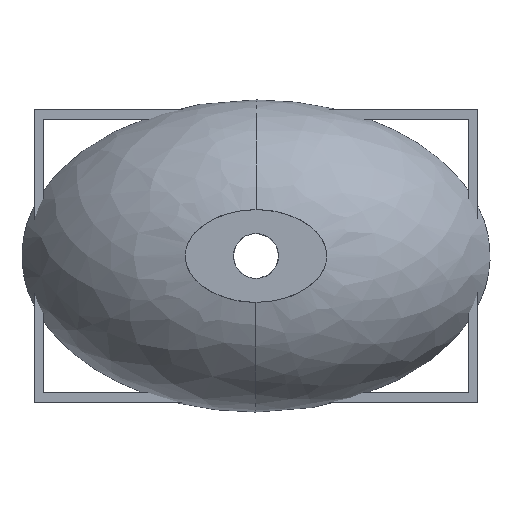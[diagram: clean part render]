
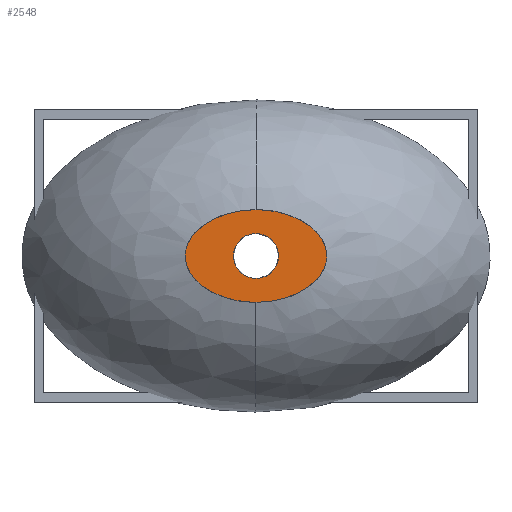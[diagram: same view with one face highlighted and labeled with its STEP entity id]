
A CAD part, front view. The second image highlights one B-rep face of the part: STEP entity #2548.
In plain terms, the highlighted planar face has unit normal (0, -1, 0).
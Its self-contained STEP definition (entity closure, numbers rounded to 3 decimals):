
#10 = CARTESIAN_POINT ( 'NONE',  ( 0., -145., -23. ) ) ;
#23 = CARTESIAN_POINT ( 'NONE',  ( 51.483, -145., 33.883 ) ) ;
#46 = DIRECTION ( 'NONE',  ( 0., 0., 1. ) ) ;
#55 = CARTESIAN_POINT ( 'NONE',  ( 23.289, -145., 0. ) ) ;
#57 = ORIENTED_EDGE ( 'NONE', *, *, #2222, .T. ) ;
#73 = CARTESIAN_POINT ( 'NONE',  ( 0., -145., -47.5 ) ) ;
#94 = CARTESIAN_POINT ( 'NONE',  ( 0.306, -145., 23. ) ) ;
#96 = VERTEX_POINT ( 'NONE', #73 ) ;
#176 = CARTESIAN_POINT ( 'NONE',  ( -2.039, -145., -23. ) ) ;
#189 = B_SPLINE_CURVE_WITH_KNOTS ( 'NONE', 3,
 ( #2166, #2022, #3018, #2950, #2439, #652, #2576, #1351, #3033, #1553, #23, #2394, #1523, #2733, #1098, #1741, #2506 ),
 .UNSPECIFIED., .F., .F.,
 ( 4, 1, 1, 1, 1, 1, 1, 1, 1, 1, 1, 1, 1, 1, 4 ),
 ( 0.5, 0.542, 0.583, 0.625, 0.667, 0.708, 0.75, 0.792, 0.833, 0.875, 0.917, 0.958, 0.992, 0.994, 1. ),
 .UNSPECIFIED. ) ;
#190 = CARTESIAN_POINT ( 'NONE',  ( 16.462, -145., 16.462 ) ) ;
#303 = EDGE_LOOP ( 'NONE', ( #57, #2878 ) ) ;
#326 = CARTESIAN_POINT ( 'NONE',  ( -73.407, -145., 0. ) ) ;
#370 = CARTESIAN_POINT ( 'NONE',  ( -20.055, -145., 46.007 ) ) ;
#375 = CARTESIAN_POINT ( 'NONE',  ( -0.714, -145., 22.991 ) ) ;
#394 = CARTESIAN_POINT ( 'NONE',  ( 0., -145., 47.5 ) ) ;
#503 = AXIS2_PLACEMENT_3D ( 'NONE', #1960, #2602, #46 ) ;
#586 = CARTESIAN_POINT ( 'NONE',  ( -2.204, -145., 47.482 ) ) ;
#606 = CARTESIAN_POINT ( 'NONE',  ( 22.422, -145., 6.117 ) ) ;
#610 = CARTESIAN_POINT ( 'NONE',  ( 0.714, -145., 22.991 ) ) ;
#619 = CARTESIAN_POINT ( 'NONE',  ( 11.762, -145., 20.066 ) ) ;
#630 = VERTEX_POINT ( 'NONE', #3102 ) ;
#652 = CARTESIAN_POINT ( 'NONE',  ( 63.182, -145., -24.006 ) ) ;
#722 = CARTESIAN_POINT ( 'NONE',  ( 2.75, -145., 22.891 ) ) ;
#762 = CARTESIAN_POINT ( 'NONE',  ( -6.494, -145., 22.265 ) ) ;
#804 = CARTESIAN_POINT ( 'NONE',  ( -63.182, -145., 24.006 ) ) ;
#830 = EDGE_CURVE ( 'NONE', #1214, #630, #2740, .T. ) ;
#901 = CARTESIAN_POINT ( 'NONE',  ( 22.422, -145., -6.117 ) ) ;
#942 = CARTESIAN_POINT ( 'NONE',  ( -51.483, -145., 33.883 ) ) ;
#989 = CARTESIAN_POINT ( 'NONE',  ( -20.066, -145., 11.762 ) ) ;
#1008 = PLANE ( 'NONE',  #503 ) ;
#1020 = CARTESIAN_POINT ( 'NONE',  ( -63.182, -145., -24.006 ) ) ;
#1038 = CARTESIAN_POINT ( 'NONE',  ( 0., -145., -23. ) ) ;
#1058 = CARTESIAN_POINT ( 'NONE',  ( -8.493, -145., 47.28 ) ) ;
#1064 = CARTESIAN_POINT ( 'NONE',  ( -0.306, -145., 23. ) ) ;
#1073 = FACE_BOUND ( 'NONE', #2607, .T. ) ;
#1082 = VERTEX_POINT ( 'NONE', #3003 ) ;
#1083 = CARTESIAN_POINT ( 'NONE',  ( -6.117, -145., -22.422 ) ) ;
#1090 = CARTESIAN_POINT ( 'NONE',  ( -36.366, -145., 41.478 ) ) ;
#1098 = CARTESIAN_POINT ( 'NONE',  ( 2.204, -145., 47.482 ) ) ;
#1156 = ORIENTED_EDGE ( 'NONE', *, *, #830, .F. ) ;
#1204 = CARTESIAN_POINT ( 'NONE',  ( -20.066, -145., -11.762 ) ) ;
#1214 = VERTEX_POINT ( 'NONE', #10 ) ;
#1287 = CARTESIAN_POINT ( 'NONE',  ( -11.762, -145., 20.066 ) ) ;
#1351 = CARTESIAN_POINT ( 'NONE',  ( 73.407, -145., 0. ) ) ;
#1435 = CARTESIAN_POINT ( 'NONE',  ( -2.75, -145., 22.891 ) ) ;
#1507 = CARTESIAN_POINT ( 'NONE',  ( -23.289, -145., 0. ) ) ;
#1523 = CARTESIAN_POINT ( 'NONE',  ( 20.055, -145., 46.007 ) ) ;
#1531 = CARTESIAN_POINT ( 'NONE',  ( 20.066, -145., 11.762 ) ) ;
#1553 = CARTESIAN_POINT ( 'NONE',  ( 63.182, -145., 24.006 ) ) ;
#1614 = CARTESIAN_POINT ( 'NONE',  ( 0., -145., 23. ) ) ;
#1683 = CARTESIAN_POINT ( 'NONE',  ( -22.422, -145., -6.117 ) ) ;
#1741 = CARTESIAN_POINT ( 'NONE',  ( 0.944, -145., 47.5 ) ) ;
#1810 = CARTESIAN_POINT ( 'NONE',  ( -11.762, -145., -20.066 ) ) ;
#1818 = FACE_OUTER_BOUND ( 'NONE', #303, .T. ) ;
#1934 = CARTESIAN_POINT ( 'NONE',  ( 6.494, -145., 22.265 ) ) ;
#1944 = CARTESIAN_POINT ( 'NONE',  ( 0., -145., -47.5 ) ) ;
#1960 = CARTESIAN_POINT ( 'NONE',  ( 0., -145., 23. ) ) ;
#2022 = CARTESIAN_POINT ( 'NONE',  ( 6.297, -145., -47.5 ) ) ;
#2166 = CARTESIAN_POINT ( 'NONE',  ( 0., -145., -47.5 ) ) ;
#2222 = EDGE_CURVE ( 'NONE', #1082, #96, #3028, .T. ) ;
#2270 = CARTESIAN_POINT ( 'NONE',  ( -22.422, -145., 6.117 ) ) ;
#2311 = CARTESIAN_POINT ( 'NONE',  ( -0.944, -145., 47.5 ) ) ;
#2366 = CARTESIAN_POINT ( 'NONE',  ( -16.462, -145., 16.462 ) ) ;
#2394 = CARTESIAN_POINT ( 'NONE',  ( 36.366, -145., 41.478 ) ) ;
#2433 = CARTESIAN_POINT ( 'NONE',  ( 16.462, -145., -16.462 ) ) ;
#2439 = CARTESIAN_POINT ( 'NONE',  ( 51.483, -145., -33.883 ) ) ;
#2477 = B_SPLINE_CURVE_WITH_KNOTS ( 'NONE', 3,
 ( #1614, #1064, #375, #1435, #762, #1287, #2366, #989, #2270, #1507, #1683, #1204, #2625, #1810, #1083, #176, #1038 ),
 .UNSPECIFIED., .F., .F.,
 ( 4, 1, 1, 1, 1, 1, 1, 1, 1, 1, 1, 1, 1, 1, 4 ),
 ( 0., 0.006, 0.008, 0.042, 0.083, 0.125, 0.167, 0.208, 0.25, 0.292, 0.333, 0.375, 0.417, 0.458, 0.5 ),
 .UNSPECIFIED. ) ;
#2479 = EDGE_CURVE ( 'NONE', #96, #1082, #189, .T. ) ;
#2506 = CARTESIAN_POINT ( 'NONE',  ( 0., -145., 47.5 ) ) ;
#2538 = CARTESIAN_POINT ( 'NONE',  ( 6.117, -145., -22.422 ) ) ;
#2548 = ADVANCED_FACE ( 'NONE', ( #1818, #1073 ), #1008, .T. ) ;
#2576 = CARTESIAN_POINT ( 'NONE',  ( 70.685, -145., -12.49 ) ) ;
#2590 = CARTESIAN_POINT ( 'NONE',  ( -18.89, -145., -46.331 ) ) ;
#2592 = CARTESIAN_POINT ( 'NONE',  ( -51.483, -145., -33.883 ) ) ;
#2602 = DIRECTION ( 'NONE',  ( 0., -1., 0. ) ) ;
#2607 = EDGE_LOOP ( 'NONE', ( #2773, #1156 ) ) ;
#2625 = CARTESIAN_POINT ( 'NONE',  ( -16.462, -145., -16.462 ) ) ;
#2668 = EDGE_CURVE ( 'NONE', #630, #1214, #2477, .T. ) ;
#2671 = CARTESIAN_POINT ( 'NONE',  ( 0., -145., 23. ) ) ;
#2676 = CARTESIAN_POINT ( 'NONE',  ( 11.762, -145., -20.066 ) ) ;
#2733 = CARTESIAN_POINT ( 'NONE',  ( 8.493, -145., 47.28 ) ) ;
#2735 = CARTESIAN_POINT ( 'NONE',  ( 0., -145., -23. ) ) ;
#2740 = B_SPLINE_CURVE_WITH_KNOTS ( 'NONE', 3,
 ( #2735, #2747, #2538, #2676, #2433, #3074, #901, #55, #606, #1531, #190, #619, #1934, #722, #610, #94, #2671 ),
 .UNSPECIFIED., .F., .F.,
 ( 4, 1, 1, 1, 1, 1, 1, 1, 1, 1, 1, 1, 1, 1, 4 ),
 ( 0.5, 0.542, 0.583, 0.625, 0.667, 0.708, 0.75, 0.792, 0.833, 0.875, 0.917, 0.958, 0.992, 0.994, 1. ),
 .UNSPECIFIED. ) ;
#2747 = CARTESIAN_POINT ( 'NONE',  ( 2.039, -145., -23. ) ) ;
#2773 = ORIENTED_EDGE ( 'NONE', *, *, #2668, .F. ) ;
#2878 = ORIENTED_EDGE ( 'NONE', *, *, #2479, .T. ) ;
#2950 = CARTESIAN_POINT ( 'NONE',  ( 36.366, -145., -41.478 ) ) ;
#2965 = CARTESIAN_POINT ( 'NONE',  ( -6.297, -145., -47.5 ) ) ;
#3003 = CARTESIAN_POINT ( 'NONE',  ( 0., -145., 47.5 ) ) ;
#3018 = CARTESIAN_POINT ( 'NONE',  ( 18.89, -145., -46.331 ) ) ;
#3028 = B_SPLINE_CURVE_WITH_KNOTS ( 'NONE', 3,
 ( #394, #2311, #586, #1058, #370, #1090, #942, #804, #3123, #326, #3059, #1020, #2592, #3112, #2590, #2965, #1944 ),
 .UNSPECIFIED., .F., .F.,
 ( 4, 1, 1, 1, 1, 1, 1, 1, 1, 1, 1, 1, 1, 1, 4 ),
 ( 0., 0.006, 0.008, 0.042, 0.083, 0.125, 0.167, 0.208, 0.25, 0.292, 0.333, 0.375, 0.417, 0.458, 0.5 ),
 .UNSPECIFIED. ) ;
#3033 = CARTESIAN_POINT ( 'NONE',  ( 70.685, -145., 12.49 ) ) ;
#3059 = CARTESIAN_POINT ( 'NONE',  ( -70.685, -145., -12.49 ) ) ;
#3074 = CARTESIAN_POINT ( 'NONE',  ( 20.066, -145., -11.762 ) ) ;
#3102 = CARTESIAN_POINT ( 'NONE',  ( 0., -145., 23. ) ) ;
#3112 = CARTESIAN_POINT ( 'NONE',  ( -36.366, -145., -41.478 ) ) ;
#3123 = CARTESIAN_POINT ( 'NONE',  ( -70.685, -145., 12.49 ) ) ;
